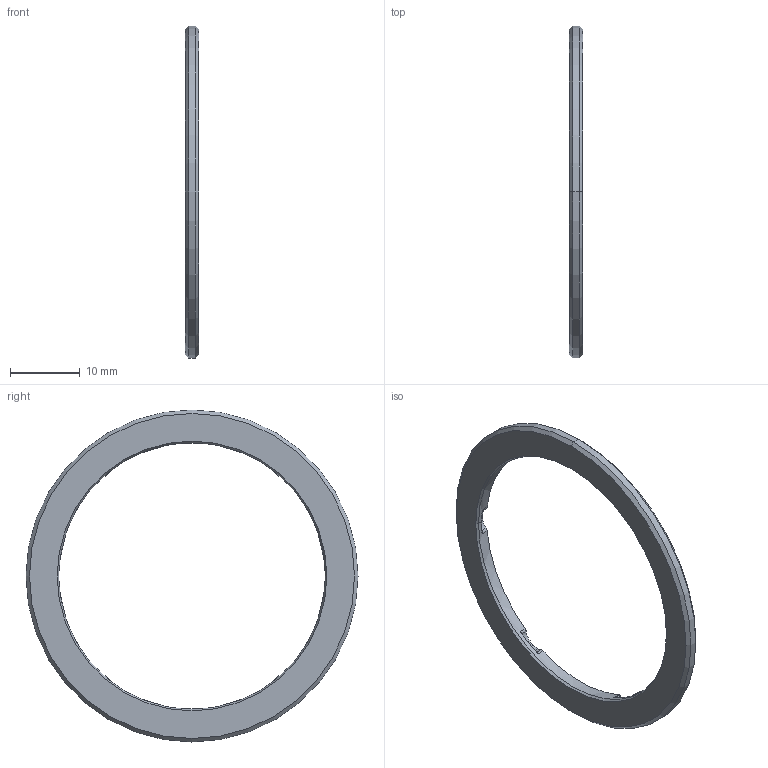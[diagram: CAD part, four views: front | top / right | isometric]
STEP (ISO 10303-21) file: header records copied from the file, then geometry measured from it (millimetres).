
FILE_DESCRIPTION (( 'STEP AP214' ), '1' );
FILE_NAME ('IntermediateWeaponPulley_Flange.STEP', '2024-10-16T02:13:25', ( '' ), ( '' ), 'SwSTEP 2.0', 'SolidWorks 2024', '' );
FILE_SCHEMA (( 'AUTOMOTIVE_DESIGN' ));
Length unit declared in the file: millimetre
Products named in the file (1): IntermediateWeaponPulley_Flange
Bounding box: 2 x 47.75 x 47.75 mm (x, y, z)
Volume: 1212.8 mm3; surface area: 1707.2 mm2
Topology: 1 solids, 1 shells, 52 faces, 144 edges, 94 vertices
Faces by surface type: cylinder 32, plane 14, cone 6
Entity records: 1729 total; most frequent: DIRECTION 332, CARTESIAN_POINT 291, ORIENTED_EDGE 288, EDGE_CURVE 144, AXIS2_PLACEMENT_3D 135, VERTEX_POINT 94, CIRCLE 82, VECTOR 62
